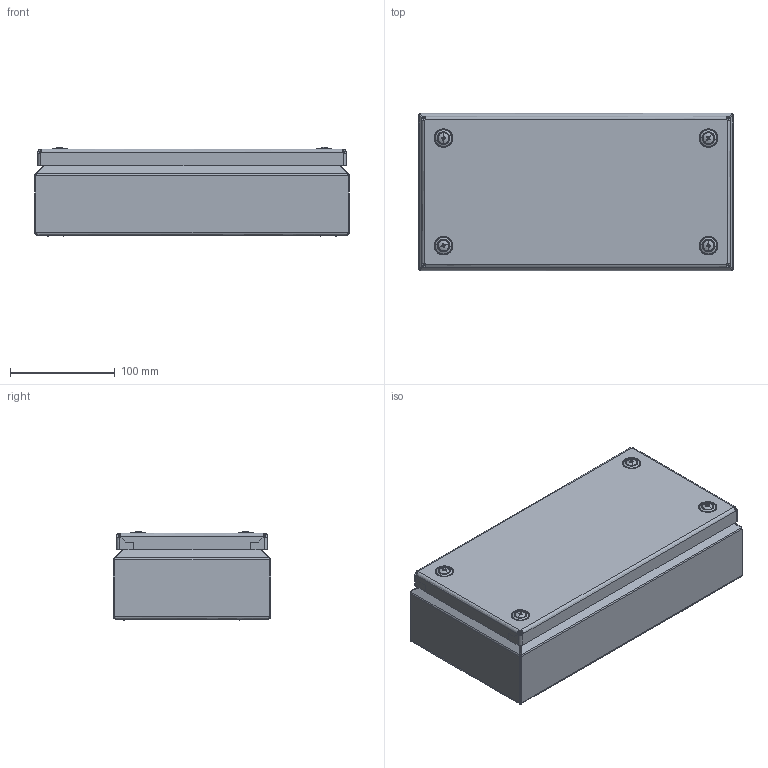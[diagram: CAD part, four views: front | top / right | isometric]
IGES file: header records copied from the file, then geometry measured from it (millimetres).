
Start section: SolidWorks IGES file using analytic representation for surfaces
Global section: file name: KL-083015.igs; native system: SolidWorks 2007; preprocessor: SolidWorks 2007; author: röckemann; date: 090916.082528; units: millimetre
Bounding box: 300 x 150 x 85.07 mm (x, y, z)
Surface area: 383472.1 mm2 (no closed solid volume)
Topology: 0 solids, 0 shells, 1507 faces, 17778 edges, 17754 vertices
Faces by surface type: bspline 854, revolution 653
